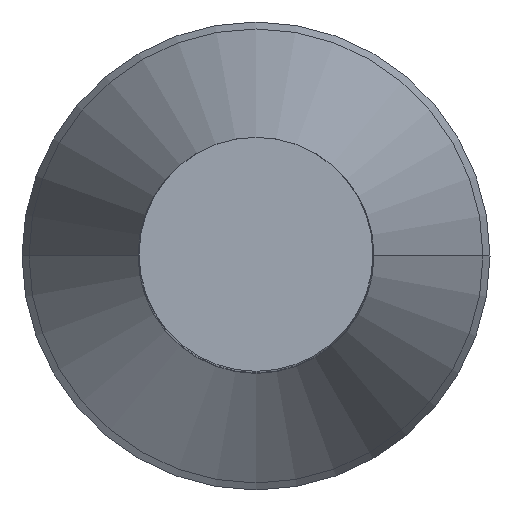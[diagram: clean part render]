
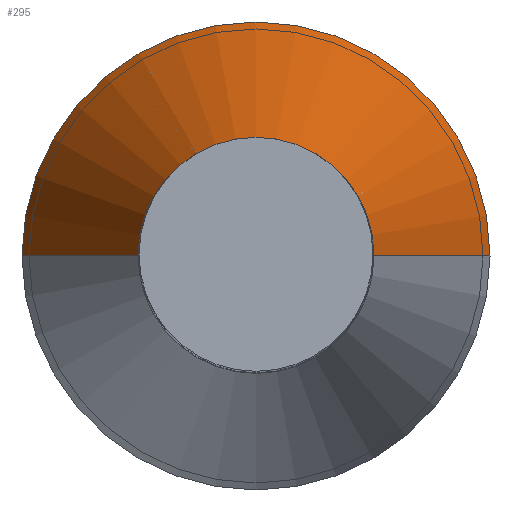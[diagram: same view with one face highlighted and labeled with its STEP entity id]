
A CAD part, top view. The second image highlights one B-rep face of the part: STEP entity #295.
In plain terms, the highlighted free-form (B-spline) face has degree [1, 3] with [2, 4] control points.
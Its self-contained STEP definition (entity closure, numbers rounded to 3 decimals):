
#25=(
BOUNDED_CURVE()
B_SPLINE_CURVE(1,(#532,#533),.UNSPECIFIED.,.F.,.F.)
B_SPLINE_CURVE_WITH_KNOTS((2,2),(0.,1.),.PIECEWISE_BEZIER_KNOTS.)
CURVE()
GEOMETRIC_REPRESENTATION_ITEM()
RATIONAL_B_SPLINE_CURVE((1.,1.))
REPRESENTATION_ITEM('')
);
#26=(
BOUNDED_CURVE()
B_SPLINE_CURVE(1,(#535,#536),.UNSPECIFIED.,.F.,.F.)
B_SPLINE_CURVE_WITH_KNOTS((2,2),(0.,1.),.PIECEWISE_BEZIER_KNOTS.)
CURVE()
GEOMETRIC_REPRESENTATION_ITEM()
RATIONAL_B_SPLINE_CURVE((1.,1.))
REPRESENTATION_ITEM('')
);
#53=ORIENTED_EDGE('',*,*,#136,.F.);
#54=ORIENTED_EDGE('',*,*,#139,.T.);
#55=ORIENTED_EDGE('',*,*,#138,.T.);
#56=ORIENTED_EDGE('',*,*,#129,.T.);
#129=EDGE_CURVE('',#173,#174,#197,.F.);
#136=EDGE_CURVE('',#170,#174,#25,.T.);
#138=EDGE_CURVE('',#169,#173,#26,.T.);
#139=EDGE_CURVE('',#170,#169,#201,.T.);
#169=VERTEX_POINT('',#454);
#170=VERTEX_POINT('',#455);
#173=VERTEX_POINT('',#496);
#174=VERTEX_POINT('',#497);
#197=CIRCLE('',#343,5.046);
#201=CIRCLE('',#347,10.);
#225=EDGE_LOOP('',(#53,#54,#55,#56));
#251=FACE_BOUND('',#225,.T.);
#277=(
BOUNDED_SURFACE()
B_SPLINE_SURFACE(1,3,((#537,#538,#539,#540),(#541,#542,#543,#544)),
 .CONICAL_SURF.,.F.,.F.,.F.)
B_SPLINE_SURFACE_WITH_KNOTS((2,2),(4,4),(0.024,0.508),
(0.,0.5),.PIECEWISE_BEZIER_KNOTS.)
GEOMETRIC_REPRESENTATION_ITEM()
RATIONAL_B_SPLINE_SURFACE(((1.,0.333,0.333,1.),
(1.,0.333,0.333,1.)))
REPRESENTATION_ITEM('')
SURFACE()
);
#295=ADVANCED_FACE('',(#251),#277,.T.);
#343=AXIS2_PLACEMENT_3D('',#495,#374,#375);
#347=AXIS2_PLACEMENT_3D('',#545,#382,#383);
#374=DIRECTION('',(0.,0.,1.));
#375=DIRECTION('',(1.,0.,0.));
#382=DIRECTION('',(0.,0.,1.));
#383=DIRECTION('',(1.,0.,0.));
#454=CARTESIAN_POINT('',(-10.,0.,0.));
#455=CARTESIAN_POINT('',(10.,0.,0.));
#495=CARTESIAN_POINT('',(0.,0.,15.854));
#496=CARTESIAN_POINT('',(-5.046,0.,15.854));
#497=CARTESIAN_POINT('',(5.046,0.,15.854));
#532=CARTESIAN_POINT('',(10.248,0.,-0.793));
#533=CARTESIAN_POINT('',(0.,0.,32.));
#535=CARTESIAN_POINT('',(-10.248,0.,-0.793));
#536=CARTESIAN_POINT('',(0.,0.,32.));
#537=CARTESIAN_POINT('',(-10.,0.,0.));
#538=CARTESIAN_POINT('',(-10.,20.,0.));
#539=CARTESIAN_POINT('',(10.,20.,0.));
#540=CARTESIAN_POINT('',(10.,0.,0.));
#541=CARTESIAN_POINT('',(-5.046,0.,15.854));
#542=CARTESIAN_POINT('',(-5.046,10.091,15.854));
#543=CARTESIAN_POINT('',(5.046,10.091,15.854));
#544=CARTESIAN_POINT('',(5.046,0.,15.854));
#545=CARTESIAN_POINT('',(0.,0.,0.));
